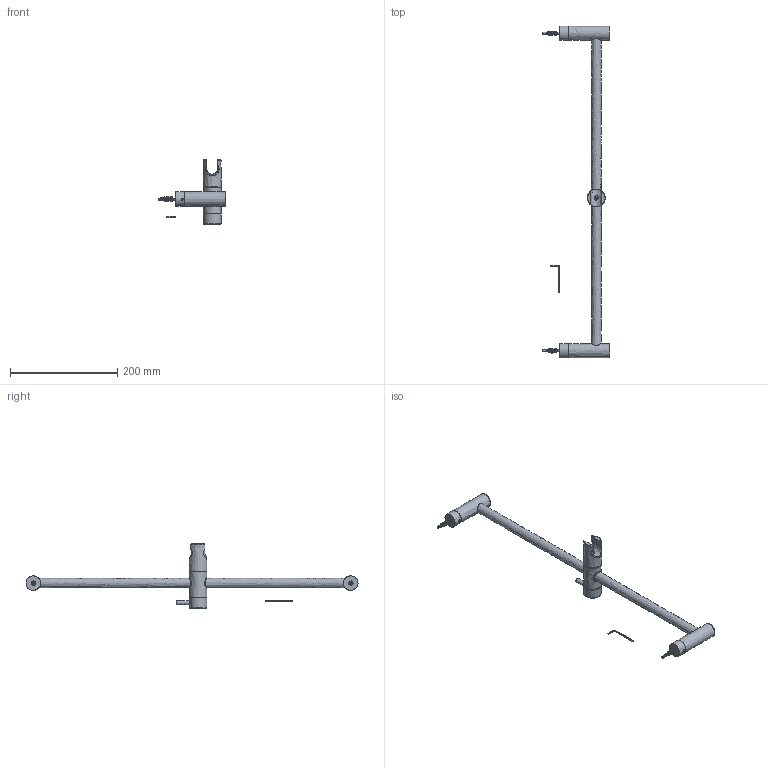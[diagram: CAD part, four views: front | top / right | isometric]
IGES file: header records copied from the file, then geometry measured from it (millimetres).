
Global section: file name: V170; native system: Autodesk Inventor 2018; preprocessor: unknown; author: mblakey; date: 20190705.113604; units: millimetre
Bounding box: 125.57 x 617.77 x 119.1 mm (x, y, z)
Volume: 179334.3 mm3; surface area: 123112.2 mm2
Topology: 16 solids, 16 shells, 671 faces, 1950 edges, 1316 vertices
Faces by surface type: bspline 671
